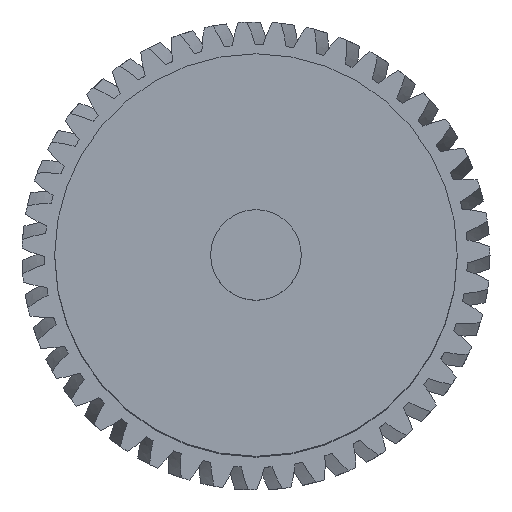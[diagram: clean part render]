
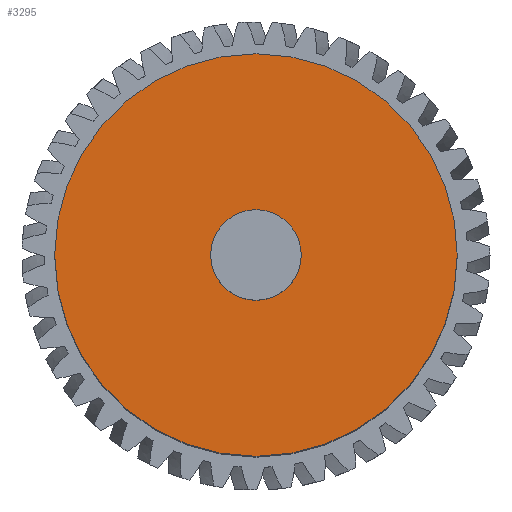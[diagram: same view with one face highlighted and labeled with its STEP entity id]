
A CAD part, top view. The second image highlights one B-rep face of the part: STEP entity #3295.
In plain terms, the highlighted planar face has unit normal (0, 0, 1).
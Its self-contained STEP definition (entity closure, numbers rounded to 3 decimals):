
#574=FACE_BOUND('',#797,.T.);
#587=PLANE('',#3548);
#604=FACE_OUTER_BOUND('',#796,.T.);
#796=EDGE_LOOP('',(#2174,#2175));
#797=EDGE_LOOP('',(#2176,#2177));
#1038=CIRCLE('',#3545,2.25);
#1039=CIRCLE('',#3546,2.25);
#1040=CIRCLE('',#3549,10.);
#1041=CIRCLE('',#3550,10.);
#1165=VERTEX_POINT('',#4183);
#1166=VERTEX_POINT('',#4185);
#1167=VERTEX_POINT('',#4190);
#1168=VERTEX_POINT('',#4191);
#1562=EDGE_CURVE('',#1165,#1166,#1038,.T.);
#1563=EDGE_CURVE('',#1166,#1165,#1039,.T.);
#1564=EDGE_CURVE('',#1167,#1168,#1040,.T.);
#1565=EDGE_CURVE('',#1168,#1167,#1041,.T.);
#2174=ORIENTED_EDGE('',*,*,#1564,.T.);
#2175=ORIENTED_EDGE('',*,*,#1565,.T.);
#2176=ORIENTED_EDGE('',*,*,#1563,.F.);
#2177=ORIENTED_EDGE('',*,*,#1562,.F.);
#3295=ADVANCED_FACE('',(#604,#574),#587,.T.);
#3545=AXIS2_PLACEMENT_3D('',#4186,#3801,#3802);
#3546=AXIS2_PLACEMENT_3D('',#4187,#3803,#3804);
#3548=AXIS2_PLACEMENT_3D('',#4189,#3807,#3808);
#3549=AXIS2_PLACEMENT_3D('',#4192,#3809,#3810);
#3550=AXIS2_PLACEMENT_3D('',#4193,#3811,#3812);
#3801=DIRECTION('center_axis',(0.,0.,1.));
#3802=DIRECTION('ref_axis',(1.,0.,0.));
#3803=DIRECTION('center_axis',(0.,0.,1.));
#3804=DIRECTION('ref_axis',(1.,0.,0.));
#3807=DIRECTION('center_axis',(0.,0.,1.));
#3808=DIRECTION('ref_axis',(1.,0.,0.));
#3809=DIRECTION('center_axis',(0.,0.,1.));
#3810=DIRECTION('ref_axis',(1.,0.,0.));
#3811=DIRECTION('center_axis',(0.,0.,1.));
#3812=DIRECTION('ref_axis',(1.,0.,0.));
#4183=CARTESIAN_POINT('',(2.25,0.,28.));
#4185=CARTESIAN_POINT('',(0.,-2.25,28.));
#4186=CARTESIAN_POINT('Origin',(0.,0.,28.));
#4187=CARTESIAN_POINT('Origin',(0.,0.,28.));
#4189=CARTESIAN_POINT('Origin',(0.,-2.25,28.));
#4190=CARTESIAN_POINT('',(0.,-10.,28.));
#4191=CARTESIAN_POINT('',(0.,10.,28.));
#4192=CARTESIAN_POINT('Origin',(0.,0.,28.));
#4193=CARTESIAN_POINT('Origin',(0.,0.,28.));
